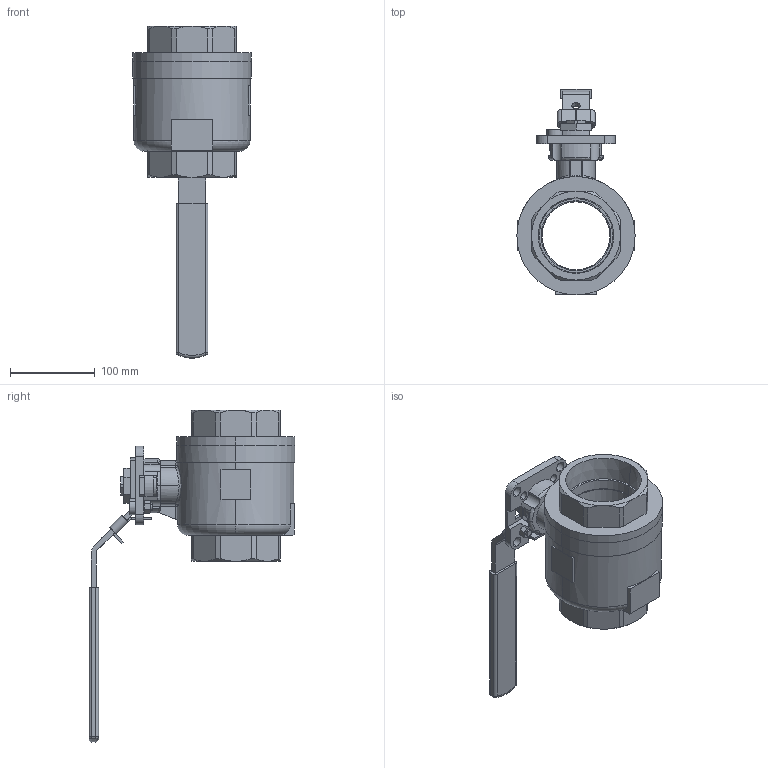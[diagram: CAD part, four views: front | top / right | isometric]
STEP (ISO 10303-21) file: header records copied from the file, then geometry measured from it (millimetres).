
FILE_DESCRIPTION (( 'STEP AP214' ), '1' );
FILE_NAME ('22-TH-0300-XXX.STEP', '2019-08-02T13:57:44', ( '' ), ( '' ), 'SwSTEP 2.0', 'SolidWorks 2019', '' );
FILE_SCHEMA (( 'AUTOMOTIVE_DESIGN' ));
Length unit declared in the file: inch
Products named in the file (10): 22606; 22605; 22589; 22604; 22601; hex nut style 2_am_B18.2.4.2M - Hex nut, Style 2,  M8 x 1.25 --D-N; 22600; 22602; 22603; 22-TH-0300-XXX
Assembly tree (10 placements, depth 2):
  22-TH-0300-XXX
    22600
    22601
    22606
    22604
    22605  x2
    22603
    22602
    22589
    hex nut style 2_am_B18.2.4.2M - Hex nut, Style 2,  M8 x 1.25 --D-N
Bounding box: 139.19 x 242.32 x 390.73 mm (x, y, z)
Volume: 1551496.8 mm3; surface area: 244433 mm2
Topology: 10 solids, 10 shells, 377 faces, 928 edges, 574 vertices
Faces by surface type: plane 217, cylinder 102, cone 36, torus 12, sphere 8, bspline 2
Entity records: 12273 total; most frequent: CARTESIAN_POINT 3057, DIRECTION 1792, ORIENTED_EDGE 1752, EDGE_CURVE 876, AXIS2_PLACEMENT_3D 649, VERTEX_POINT 546, VECTOR 494, LINE 494
